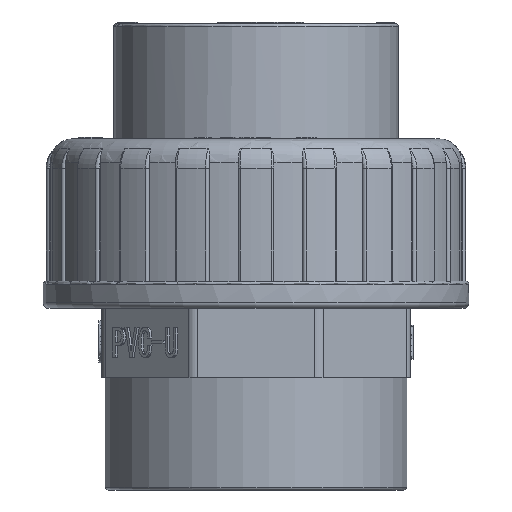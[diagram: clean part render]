
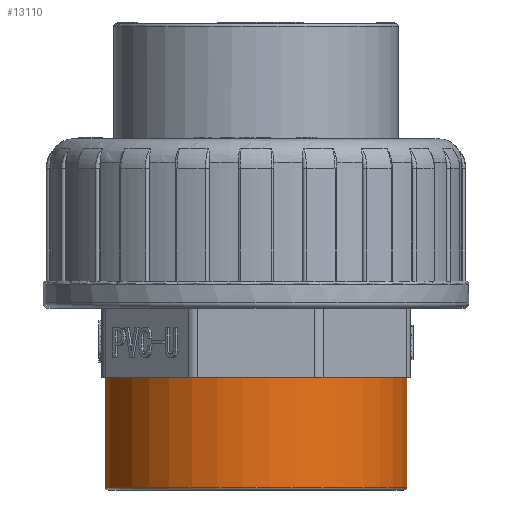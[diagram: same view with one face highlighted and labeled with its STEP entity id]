
A CAD part, front view. The second image highlights one B-rep face of the part: STEP entity #13110.
In plain terms, the highlighted cylindrical face has radius 25.5 mm (diameter 51 mm), a full revolution.
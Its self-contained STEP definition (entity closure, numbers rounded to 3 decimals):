
#11500=CYLINDRICAL_SURFACE('',#38301,25.5);
#13110=ADVANCED_FACE('',(#15123,#15124),#11500,.T.);
#15123=FACE_BOUND('',#16865,.T.);
#15124=FACE_BOUND('',#16866,.T.);
#16865=EDGE_LOOP('',(#26296));
#16866=EDGE_LOOP('',(#26297));
#26296=ORIENTED_EDGE('',*,*,#35675,.T.);
#26297=ORIENTED_EDGE('',*,*,#35671,.F.);
#30721=VERTEX_POINT('',#64326);
#30725=VERTEX_POINT('',#64336);
#35671=EDGE_CURVE('',#30721,#30721,#36463,.T.);
#35675=EDGE_CURVE('',#30725,#30725,#36467,.T.);
#36463=CIRCLE('',#38293,25.5);
#36467=CIRCLE('',#38299,25.5);
#38293=AXIS2_PLACEMENT_3D('',#64325,#46144,#46145);
#38299=AXIS2_PLACEMENT_3D('',#64335,#46156,#46157);
#38301=AXIS2_PLACEMENT_3D('',#64338,#46160,#46161);
#46144=DIRECTION('',(0.,0.,1.));
#46145=DIRECTION('',(-0.707,0.707,0.));
#46156=DIRECTION('',(0.,0.,1.));
#46157=DIRECTION('',(0.707,-0.707,0.));
#46160=DIRECTION('',(0.,0.,-1.));
#46161=DIRECTION('',(-0.707,0.707,0.));
#64325=CARTESIAN_POINT('',(0.,0.,-15.6));
#64326=CARTESIAN_POINT('',(-18.031,18.031,-15.6));
#64335=CARTESIAN_POINT('',(0.,0.,-34.1));
#64336=CARTESIAN_POINT('',(18.031,-18.031,-34.1));
#64338=CARTESIAN_POINT('',(0.,0.,16.4));
